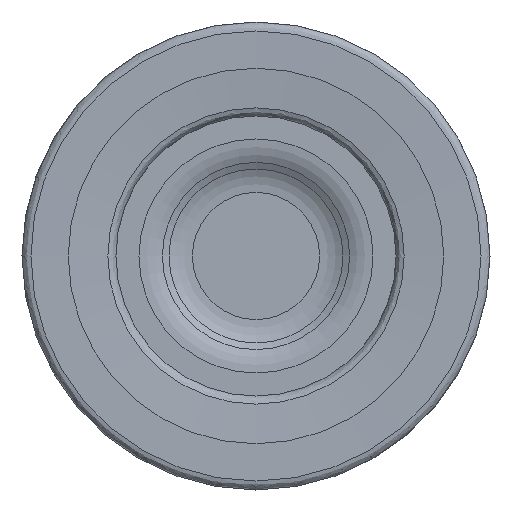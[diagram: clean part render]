
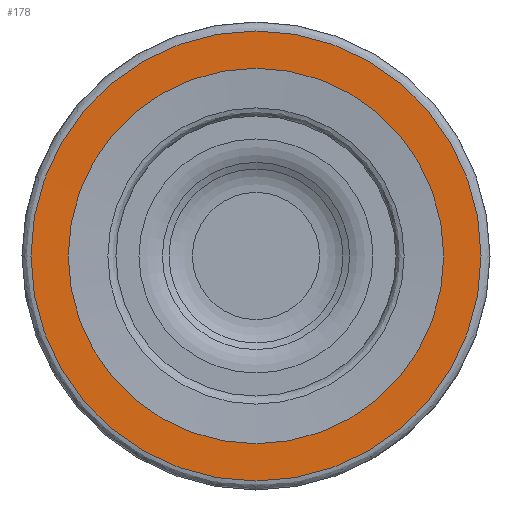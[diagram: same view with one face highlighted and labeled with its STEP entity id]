
A CAD part, left-side view. The second image highlights one B-rep face of the part: STEP entity #178.
In plain terms, the highlighted conical face has half-angle 89.45 degrees and reference radius 8.024 mm.
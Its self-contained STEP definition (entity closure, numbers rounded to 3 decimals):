
#156=CONICAL_SURFACE('',#416,8.024,89.45);
#178=ADVANCED_FACE('',(#214,#215),#156,.F.);
#214=FACE_BOUND('',#258,.T.);
#215=FACE_BOUND('',#259,.T.);
#258=EDGE_LOOP('',(#302));
#259=EDGE_LOOP('',(#303));
#302=ORIENTED_EDGE('',*,*,#356,.F.);
#303=ORIENTED_EDGE('',*,*,#357,.T.);
#334=VERTEX_POINT('',#569);
#335=VERTEX_POINT('',#571);
#356=EDGE_CURVE('',#334,#334,#378,.T.);
#357=EDGE_CURVE('',#335,#335,#379,.T.);
#378=CIRCLE('',#414,9.617);
#379=CIRCLE('',#415,8.024);
#414=AXIS2_PLACEMENT_3D('',#568,#486,#487);
#415=AXIS2_PLACEMENT_3D('',#570,#488,#489);
#416=AXIS2_PLACEMENT_3D('',#572,#490,#491);
#486=DIRECTION('',(1.,0.,0.));
#487=DIRECTION('',(0.,0.,-1.));
#488=DIRECTION('',(1.,0.,0.));
#489=DIRECTION('',(0.,0.,-1.));
#490=DIRECTION('',(-1.,0.,0.));
#491=DIRECTION('',(0.,0.,1.));
#568=CARTESIAN_POINT('',(-0.01,0.,0.));
#569=CARTESIAN_POINT('',(-0.01,0.,-9.617));
#570=CARTESIAN_POINT('',(0.006,0.,0.));
#571=CARTESIAN_POINT('',(0.006,0.,-8.024));
#572=CARTESIAN_POINT('',(0.006,0.,0.));
